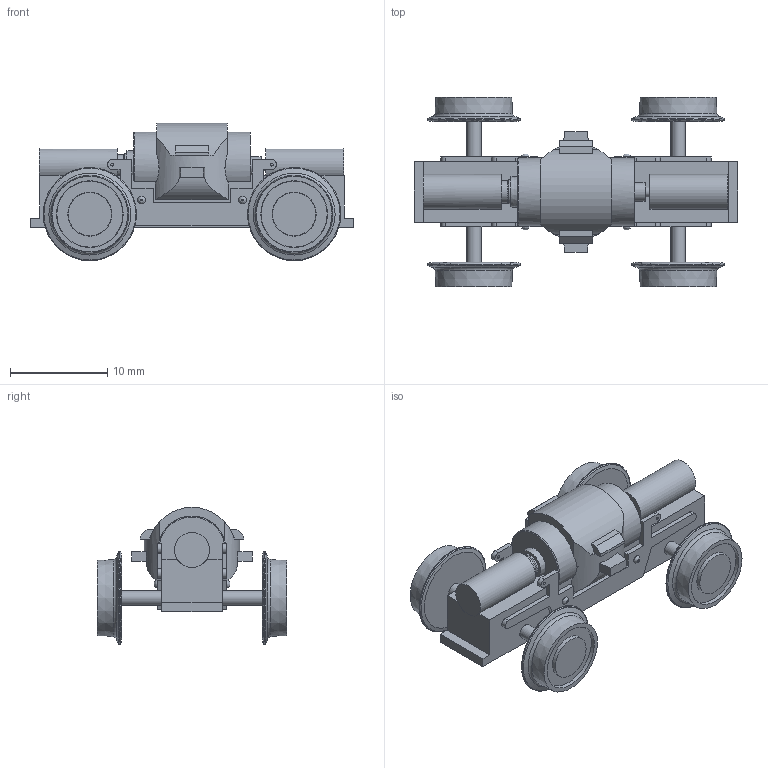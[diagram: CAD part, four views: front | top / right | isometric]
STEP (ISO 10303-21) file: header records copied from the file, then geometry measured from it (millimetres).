
FILE_DESCRIPTION( ( 'Unknown' ), '1' );
FILE_NAME( '1825 - 21,0 + H0 8.stp', 'Unknown', ( 'Unknown' ), ( 'Unknown' ), 'XStep 1.0', 'Unknown', ' ' );
FILE_SCHEMA( ( 'automotive_design' ) );
Length unit declared in the file: millimetre
Products named in the file (1): 1
Bounding box: 33.3 x 19.5 x 14.15 mm (x, y, z)
Surface area: 2199 mm2 (no closed solid volume)
Topology: 0 solids, 205 shells, 205 faces, 965 edges, 914 vertices
Faces by surface type: plane 130, cylinder 36, cone 22, torus 13, bspline 4
Full cylindrical faces by diameter (mm): 0.3 x4, 1.006 x1, 1.5 x4, 1.9 x1, 3.6 x1, 9.6 x4
Entity records: 11288 total; most frequent: CARTESIAN_POINT 2390, DIRECTION 1552, ORIENTED_EDGE 908, EDGE_CURVE 908, VERTEX_POINT 908, LINE 580, VECTOR 580, AXIS2_PLACEMENT_3D 486
